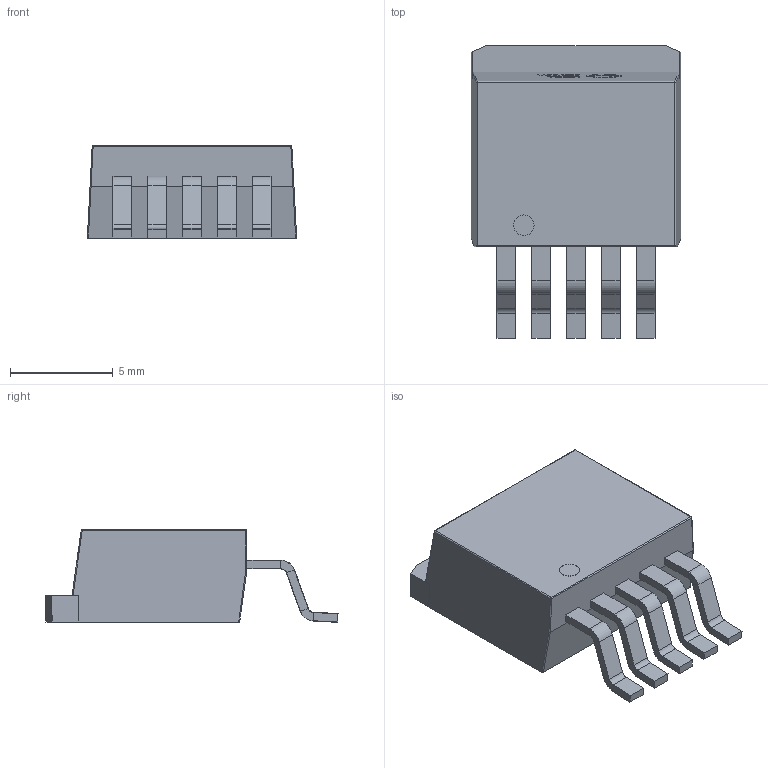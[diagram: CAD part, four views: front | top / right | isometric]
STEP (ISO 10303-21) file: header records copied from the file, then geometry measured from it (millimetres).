
FILE_DESCRIPTION (( 'STEP AP214' ), '1' );
FILE_NAME ('TO-263-5-5P_L10.2-W8.7-H4.5-LS14.4-P1.70.step', '2022-08-01T13:06:22', ( '' ), ( '' ), 'SwSTEP 2.0', 'SolidWorks 2020', '' );
FILE_SCHEMA (( 'AUTOMOTIVE_DESIGN' ));
Length unit declared in the file: millimetre
Products named in the file (1): TO-263-5-5P_L10.2-W8.7-H4.5-LS14.4-P1.70
Bounding box: 10.2 x 14.23 x 4.51 mm (x, y, z)
Volume: 397.8 mm3; surface area: 608.6 mm2
Topology: 2 solids, 2 shells, 379 faces, 960 edges, 608 vertices
Faces by surface type: plane 245, bspline 98, cylinder 32, sphere 4
Entity records: 15896 total; most frequent: CARTESIAN_POINT 3270, ORIENTED_EDGE 1916, DIRECTION 1372, EDGE_CURVE 958, LINE 696, VECTOR 696, VERTEX_POINT 608, EDGE_LOOP 404
